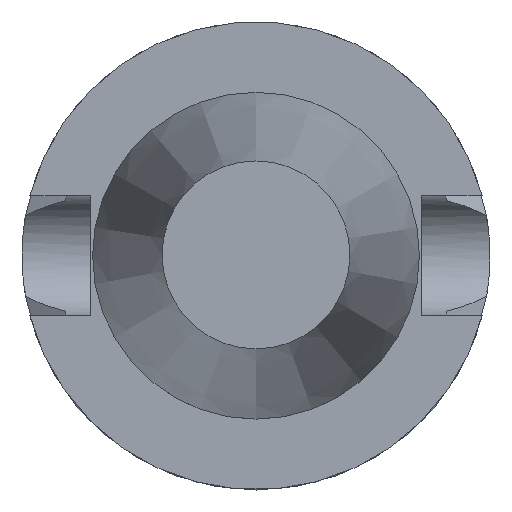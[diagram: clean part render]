
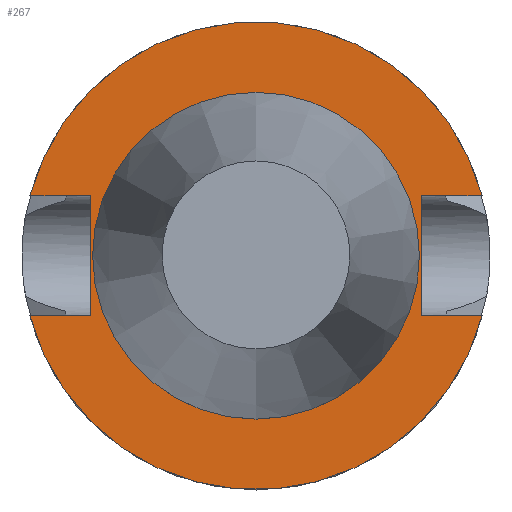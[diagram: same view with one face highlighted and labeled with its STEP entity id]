
A CAD part, top view. The second image highlights one B-rep face of the part: STEP entity #267.
In plain terms, the highlighted planar face has unit normal (0, 0, 1).
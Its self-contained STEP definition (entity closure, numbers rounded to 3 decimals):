
#120=EDGE_CURVE('240[2]',#348,#349,#350,.T.);
#152=EDGE_CURVE('240[2]',#397,#400,#401,.T.);
#169=EDGE_CURVE('240[2]',#348,#425,#426,.T.);
#188=EDGE_CURVE('240[2]',#349,#456,#457,.T.);
#240=EDGE_CURVE('240[2]',#353,#425,#523,.T.);
#242=EDGE_CURVE('240[2]',#501,#353,#525,.T.);
#267=ADVANCED_FACE('240[2]',(#558,#559),#560,.T.);
#269=EDGE_CURVE('240[2]',#456,#400,#562,.T.);
#286=EDGE_CURVE('240[2]',#397,#501,#584,.T.);
#290=EDGE_CURVE('240[2]',#589,#589,#590,.T.);
#348=VERTEX_POINT('',#651);
#349=VERTEX_POINT('',#652);
#350=LINE('',#653,#654);
#353=VERTEX_POINT('',#658);
#397=VERTEX_POINT('',#799);
#400=VERTEX_POINT('',#804);
#401=CIRCLE('',#805,50.0);
#425=VERTEX_POINT('',#848);
#426=CIRCLE('',#849,50.0);
#456=VERTEX_POINT('',#907);
#457=LINE('',#908,#909);
#501=VERTEX_POINT('',#1027);
#523=LINE('',#1069,#1070);
#525=LINE('',#1073,#1074);
#558=FACE_BOUND('',#1139,.T.);
#559=FACE_OUTER_BOUND('',#1140,.T.);
#560=PLANE('',#1141);
#562=LINE('',#1144,#1145);
#584=LINE('',#1240,#1241);
#589=VERTEX_POINT('',#1248);
#590=CIRCLE('',#1249,34.925);
#651=CARTESIAN_POINT('',(-48.321,12.85,-3.0));
#652=CARTESIAN_POINT('',(-35.4,12.85,-3.));
#653=CARTESIAN_POINT('',(-17.7,12.85,-3.));
#654=VECTOR('',#1347,1.0);
#658=CARTESIAN_POINT('',(35.4,12.85,-3.));
#799=CARTESIAN_POINT('',(48.321,-12.85,-3.0));
#804=CARTESIAN_POINT('',(-48.321,-12.85,-3.0));
#805=AXIS2_PLACEMENT_3D('',#1384,#1385,#1386);
#848=CARTESIAN_POINT('',(48.321,12.85,-3.0));
#849=AXIS2_PLACEMENT_3D('',#1411,#1412,#1413);
#907=CARTESIAN_POINT('',(-35.4,-12.85,-3.0));
#908=CARTESIAN_POINT('',(-35.4,14.806,-3.));
#909=VECTOR('',#1439,1.0);
#1027=CARTESIAN_POINT('',(35.4,-12.85,-3.0));
#1069=CARTESIAN_POINT('',(17.7,12.85,-3.));
#1070=VECTOR('',#1510,1.0);
#1073=CARTESIAN_POINT('',(35.4,21.231,-3.));
#1074=VECTOR('',#1511,1.0);
#1139=EDGE_LOOP('',(#1549));
#1140=EDGE_LOOP('',(#1550,#1551,#1552,#1553,#1554,#1555,#1556,#1557));
#1141=AXIS2_PLACEMENT_3D('',#1558,#1559,#1560);
#1144=CARTESIAN_POINT('',(-17.7,-12.85,-3.0));
#1145=VECTOR('',#1561,1.0);
#1240=CARTESIAN_POINT('',(17.7,-12.85,-3.0));
#1241=VECTOR('',#1587,1.0);
#1248=CARTESIAN_POINT('',(0.,34.925,-3.0));
#1249=AXIS2_PLACEMENT_3D('',#1591,#1592,#1593);
#1347=DIRECTION('',(1.0,0.0,0.));
#1384=CARTESIAN_POINT('',(0.,0.,-3.0));
#1385=DIRECTION('',(0.,0.,-1.0));
#1386=DIRECTION('',(0.,1.0,0.));
#1411=CARTESIAN_POINT('',(0.,0.,-3.0));
#1412=DIRECTION('',(0.,0.,-1.0));
#1413=DIRECTION('',(0.,1.0,0.));
#1439=DIRECTION('',(-0.0,-1.0,0.));
#1510=DIRECTION('',(1.0,0.0,0.));
#1511=DIRECTION('',(-0.0,1.0,0.));
#1549=ORIENTED_EDGE('',*,*,#290,.T.);
#1550=ORIENTED_EDGE('',*,*,#120,.T.);
#1551=ORIENTED_EDGE('',*,*,#188,.T.);
#1552=ORIENTED_EDGE('',*,*,#269,.T.);
#1553=ORIENTED_EDGE('',*,*,#152,.F.);
#1554=ORIENTED_EDGE('',*,*,#286,.T.);
#1555=ORIENTED_EDGE('',*,*,#242,.T.);
#1556=ORIENTED_EDGE('',*,*,#240,.T.);
#1557=ORIENTED_EDGE('',*,*,#169,.F.);
#1558=CARTESIAN_POINT('',(0.,42.463,-3.));
#1559=DIRECTION('',(0.,0.,1.0));
#1560=DIRECTION('',(1.0,0.,0.0));
#1561=DIRECTION('',(-1.0,0.0,0.));
#1587=DIRECTION('',(-1.0,0.0,0.));
#1591=CARTESIAN_POINT('',(0.,0.,-3.0));
#1592=DIRECTION('',(0.,0.,-1.0));
#1593=DIRECTION('',(0.,1.0,0.));
